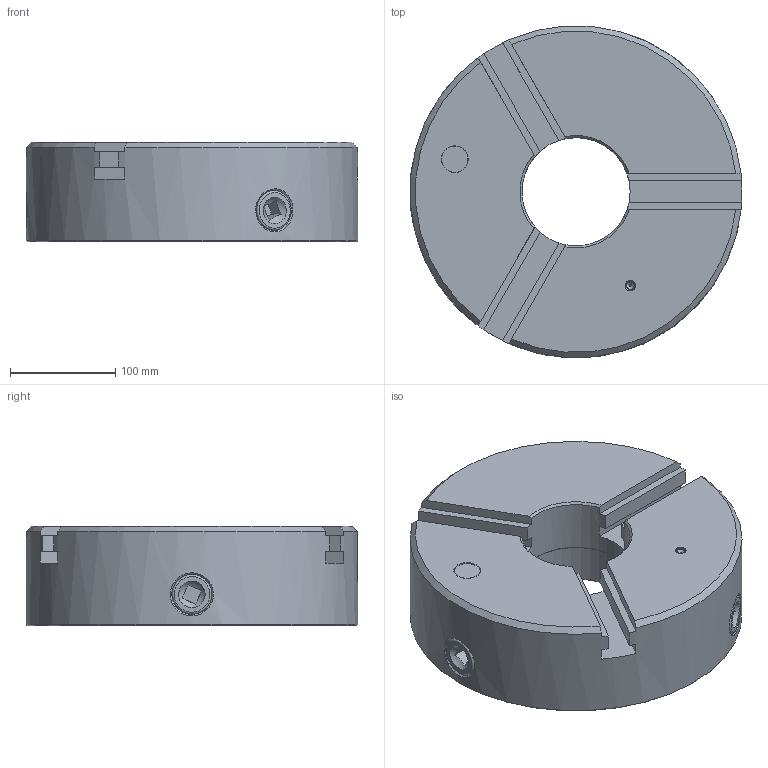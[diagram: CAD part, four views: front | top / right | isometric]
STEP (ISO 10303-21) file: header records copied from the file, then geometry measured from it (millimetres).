
FILE_DESCRIPTION((''),'2;1');
FILE_NAME('Mandrin_3mors.stp','2020-04-06T14:52:25',(''),(''),'STEP Write','Mastercam 2020 ... CNC Software, Inc.','');
FILE_SCHEMA(('AUTOMOTIVE_DESIGN'));
Length unit declared in the file: millimetre
Products named in the file (1): None
Bounding box: 315.9 x 315.65 x 95 mm (x, y, z)
Volume: 6033530.1 mm3; surface area: 331068.1 mm2
Topology: 4 solids, 4 shells, 198 faces, 744 edges, 584 vertices
Faces by surface type: plane 119, cylinder 32, cone 19, bspline 15, torus 9, sphere 4
Full cylindrical faces by diameter (mm): 1.5 x1, 10 x1, 18 x3, 19 x3, 25 x1, 37.96 x3, 38 x3, 103 x1, 104.5 x1, 260 x1, 316 x1
Entity records: 32478 total; most frequent: CARTESIAN_POINT 26580, ORIENTED_EDGE 1376, DIRECTION 862, EDGE_CURVE 688, VERTEX_POINT 574, B_SPLINE_CURVE_WITH_KNOTS 348, AXIS2_PLACEMENT_3D 338, EDGE_LOOP 274
